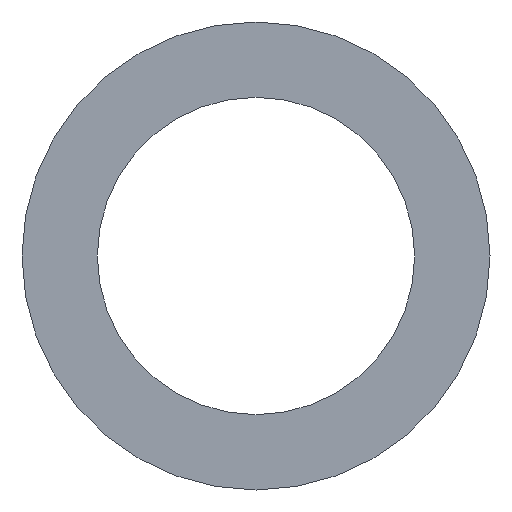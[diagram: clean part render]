
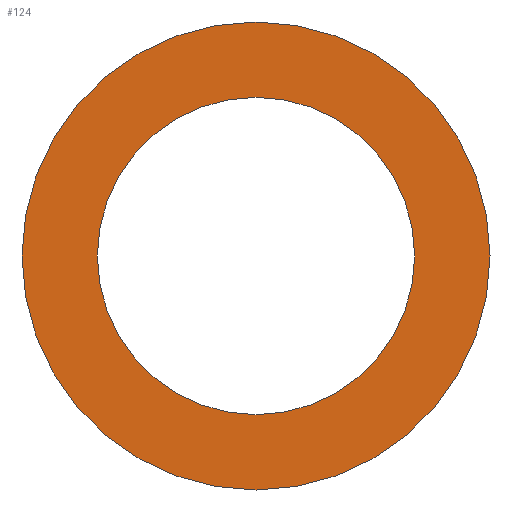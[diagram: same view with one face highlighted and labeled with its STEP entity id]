
A CAD part, left-side view. The second image highlights one B-rep face of the part: STEP entity #124.
In plain terms, the highlighted planar face has unit normal (-1, 0, 0).
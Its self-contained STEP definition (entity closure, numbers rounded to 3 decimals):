
#74 = VERTEX_POINT( '', #186 );
#88 = EDGE_CURVE( '', #102, #136, #201, .T. );
#102 = VERTEX_POINT( '', #218 );
#124 = ADVANCED_FACE( '', ( #241, #242 ), #243, .T. );
#128 = EDGE_CURVE( '', #136, #102, #247, .T. );
#136 = VERTEX_POINT( '', #256 );
#152 = VERTEX_POINT( '', #276 );
#160 = EDGE_CURVE( '', #152, #74, #286, .T. );
#164 = EDGE_CURVE( '', #74, #152, #290, .T. );
#186 = CARTESIAN_POINT( '', ( -170., 198.3, 0. ) );
#201 = CIRCLE( '', #322, 292.5 );
#218 = CARTESIAN_POINT( '', ( -170., -292.5, 0. ) );
#241 = FACE_BOUND( '', #374, .T. );
#242 = FACE_OUTER_BOUND( '', #375, .T. );
#243 = PLANE( '', #376 );
#247 = CIRCLE( '', #382, 292.5 );
#256 = CARTESIAN_POINT( '', ( -170., 292.5, 0. ) );
#276 = CARTESIAN_POINT( '', ( -170., -198.3, 0. ) );
#286 = CIRCLE( '', #428, 198.3 );
#290 = CIRCLE( '', #435, 198.3 );
#322 = AXIS2_PLACEMENT_3D( '', #454, #455, #456 );
#374 = EDGE_LOOP( '', ( #506, #507 ) );
#375 = EDGE_LOOP( '', ( #508, #509 ) );
#376 = AXIS2_PLACEMENT_3D( '', #510, #511, #512 );
#382 = AXIS2_PLACEMENT_3D( '', #516, #517, #518 );
#428 = AXIS2_PLACEMENT_3D( '', #571, #572, #573 );
#435 = AXIS2_PLACEMENT_3D( '', #575, #576, #577 );
#454 = CARTESIAN_POINT( '', ( -170., 0., 0. ) );
#455 = DIRECTION( '', ( -1., 0., 0. ) );
#456 = DIRECTION( '', ( 0., 1., 0. ) );
#506 = ORIENTED_EDGE( '', *, *, #164, .F. );
#507 = ORIENTED_EDGE( '', *, *, #160, .F. );
#508 = ORIENTED_EDGE( '', *, *, #128, .T. );
#509 = ORIENTED_EDGE( '', *, *, #88, .T. );
#510 = CARTESIAN_POINT( '', ( -170., 245.4, 0. ) );
#511 = DIRECTION( '', ( -1., 0., 0. ) );
#512 = DIRECTION( '', ( 0., 1., 0. ) );
#516 = CARTESIAN_POINT( '', ( -170., 0., 0. ) );
#517 = DIRECTION( '', ( -1., 0., 0. ) );
#518 = DIRECTION( '', ( 0., 1., 0. ) );
#571 = CARTESIAN_POINT( '', ( -170., 0., 0. ) );
#572 = DIRECTION( '', ( -1., 0., 0. ) );
#573 = DIRECTION( '', ( 0., 1., 0. ) );
#575 = CARTESIAN_POINT( '', ( -170., 0., 0. ) );
#576 = DIRECTION( '', ( -1., 0., 0. ) );
#577 = DIRECTION( '', ( 0., 1., 0. ) );
